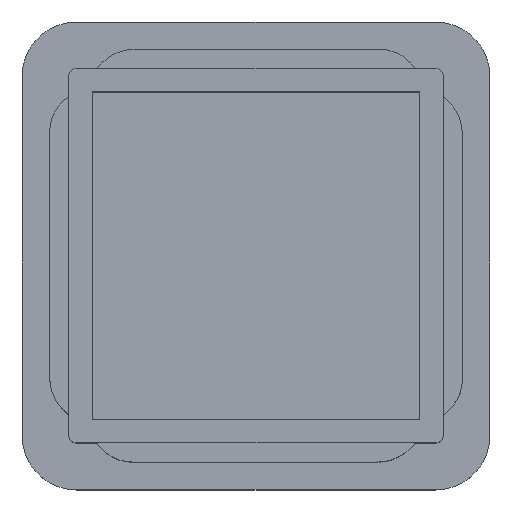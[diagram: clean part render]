
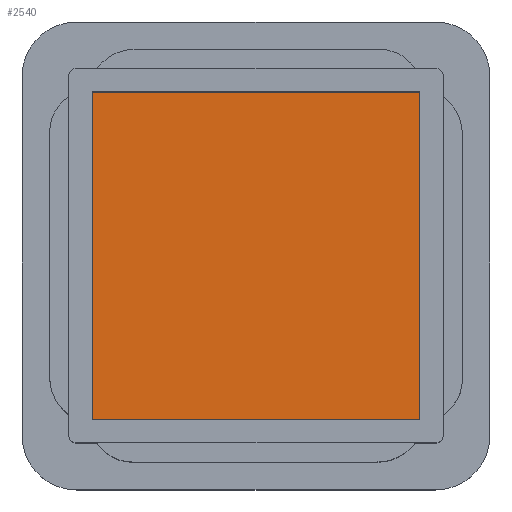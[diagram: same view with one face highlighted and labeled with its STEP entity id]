
A CAD part, top view. The second image highlights one B-rep face of the part: STEP entity #2540.
In plain terms, the highlighted planar face has unit normal (0, 0, 1).
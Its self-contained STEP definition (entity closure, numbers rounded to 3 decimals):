
#223 = LINE ( 'NONE', #1611, #2291 ) ;
#227 = EDGE_LOOP ( 'NONE', ( #2587, #2531, #1310, #1289 ) ) ;
#315 = EDGE_CURVE ( 'NONE', #2070, #2463, #747, .T. ) ;
#477 = CARTESIAN_POINT ( 'NONE',  ( 10.5, -11.5, 1.5 ) ) ;
#747 = LINE ( 'NONE', #477, #2989 ) ;
#771 = FACE_OUTER_BOUND ( 'NONE', #227, .T. ) ;
#933 = EDGE_CURVE ( 'NONE', #2093, #2403, #2806, .T. ) ;
#1048 = CARTESIAN_POINT ( 'NONE',  ( -10.5, 10.5, 1.5 ) ) ;
#1280 = PLANE ( 'NONE',  #2735 ) ;
#1289 = ORIENTED_EDGE ( 'NONE', *, *, #933, .T. ) ;
#1295 = DIRECTION ( 'NONE',  ( 1., 0., 0. ) ) ;
#1310 = ORIENTED_EDGE ( 'NONE', *, *, #2436, .T. ) ;
#1440 = DIRECTION ( 'NONE',  ( 0., 1., 0. ) ) ;
#1519 = CARTESIAN_POINT ( 'NONE',  ( -10.5, 11.5, 1.5 ) ) ;
#1551 = CARTESIAN_POINT ( 'NONE',  ( -11.5, -11.5, 1.5 ) ) ;
#1581 = DIRECTION ( 'NONE',  ( -1., 0., 0. ) ) ;
#1611 = CARTESIAN_POINT ( 'NONE',  ( -11.5, -10.5, 1.5 ) ) ;
#1631 = EDGE_CURVE ( 'NONE', #2403, #2070, #223, .T. ) ;
#2043 = CARTESIAN_POINT ( 'NONE',  ( 10.5, -10.5, 1.5 ) ) ;
#2070 = VERTEX_POINT ( 'NONE', #2043 ) ;
#2091 = CARTESIAN_POINT ( 'NONE',  ( 11.5, 10.5, 1.5 ) ) ;
#2093 = VERTEX_POINT ( 'NONE', #1048 ) ;
#2143 = VECTOR ( 'NONE', #1581, 1000. ) ;
#2291 = VECTOR ( 'NONE', #3146, 1000. ) ;
#2340 = LINE ( 'NONE', #2091, #2143 ) ;
#2403 = VERTEX_POINT ( 'NONE', #2739 ) ;
#2436 = EDGE_CURVE ( 'NONE', #2463, #2093, #2340, .T. ) ;
#2458 = VECTOR ( 'NONE', #2820, 1000. ) ;
#2463 = VERTEX_POINT ( 'NONE', #3338 ) ;
#2531 = ORIENTED_EDGE ( 'NONE', *, *, #315, .T. ) ;
#2540 = ADVANCED_FACE ( 'NONE', ( #771 ), #1280, .T. ) ;
#2580 = DIRECTION ( 'NONE',  ( 0., 0., 1. ) ) ;
#2587 = ORIENTED_EDGE ( 'NONE', *, *, #1631, .T. ) ;
#2735 = AXIS2_PLACEMENT_3D ( 'NONE', #1551, #2580, #1295 ) ;
#2739 = CARTESIAN_POINT ( 'NONE',  ( -10.5, -10.5, 1.5 ) ) ;
#2806 = LINE ( 'NONE', #1519, #2458 ) ;
#2820 = DIRECTION ( 'NONE',  ( 0., -1., 0. ) ) ;
#2989 = VECTOR ( 'NONE', #1440, 1000. ) ;
#3146 = DIRECTION ( 'NONE',  ( 1., 0., 0. ) ) ;
#3338 = CARTESIAN_POINT ( 'NONE',  ( 10.5, 10.5, 1.5 ) ) ;
